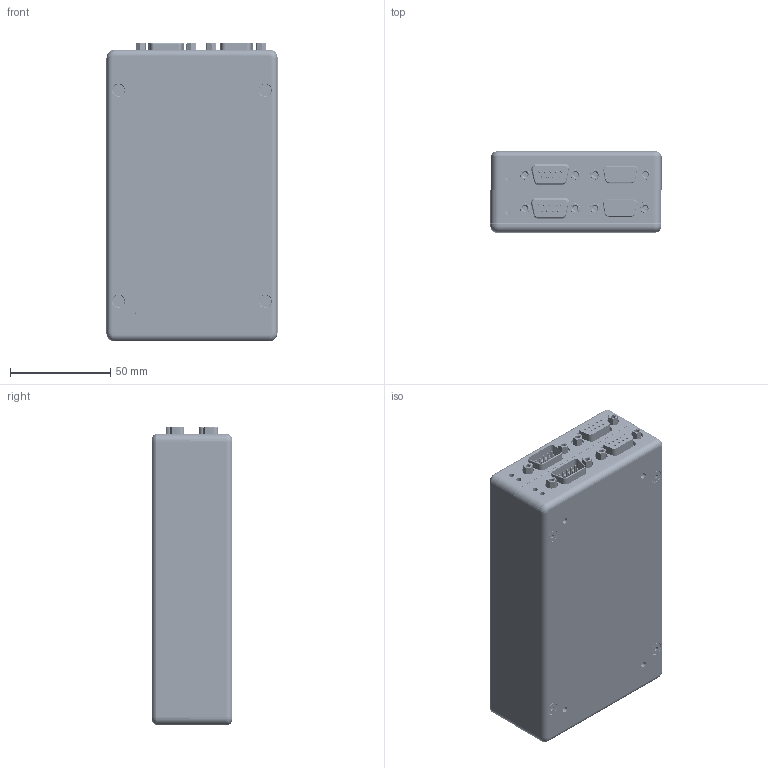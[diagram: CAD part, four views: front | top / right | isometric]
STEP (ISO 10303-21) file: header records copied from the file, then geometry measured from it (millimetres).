
FILE_DESCRIPTION (( 'STEP AP214' ), '1' );
FILE_NAME ('MMC-X00-02000.STEP', '2019-09-06T16:28:02', ( '' ), ( '' ), 'SwSTEP 2.0', 'SolidWorks 2018', '' );
FILE_SCHEMA (( 'AUTOMOTIVE_DESIGN' ));
Length unit declared in the file: millimetre
Products named in the file (18): 430221-B Module 2U Cover Male; CUI-PJ-002B-SMT_PJ-002B-SMT; MMC-100_Bottom Controller - Stack; 430222-A Module 2U Cover Female; RJ-11 955012641; 430220-C Module 2U, Housing Frame; 110006-109 Connector D-sub Male SC; CUI MD-80S_MD-80S; Samtec-TSM-125-01-L-DV; SCREW, SHCS-F, M-DIN_M3 x 0.5 x 08mm; 110007-A Connector D-sub Female SC; USB mini; Part1^MMC-100; MMC-X00-02000; MMC PCB; MMC-100_Top Controller - Stack; Samtec-SSW-125-22-F-D-VS; 130008 D-sub Standoff
Assembly tree (47 placements, depth 3):
  Part1^MMC-100
  MMC-X00-02000
    MMC-100_Bottom Controller - Stack
      430220-C Module 2U, Housing Frame
      430222-A Module 2U Cover Female
      SCREW, SHCS-F, M-DIN_M3 x 0.5 x 08mm  x8
      110006-109 Connector D-sub Male SC
      110007-A Connector D-sub Female SC
      130008 D-sub Standoff  x4
      MMC PCB
      CUI MD-80S_MD-80S
      CUI-PJ-002B-SMT_PJ-002B-SMT
      RJ-11 955012641
      Samtec-TSM-125-01-L-DV
      USB mini
    MMC-100_Top Controller - Stack
      430220-C Module 2U, Housing Frame
      430221-B Module 2U Cover Male
      SCREW, SHCS-F, M-DIN_M3 x 0.5 x 08mm  x8
      110006-109 Connector D-sub Male SC
      110007-A Connector D-sub Female SC
      130008 D-sub Standoff  x4
      MMC PCB
      CUI MD-80S_MD-80S
      CUI-PJ-002B-SMT_PJ-002B-SMT
      RJ-11 955012641
      Samtec-SSW-125-22-F-D-VS
      Samtec-TSM-125-01-L-DV
      USB mini
Bounding box: 85.15 x 40.2 x 148.65 mm (x, y, z)
Volume: 169616.3 mm3; surface area: 163531.4 mm2
Topology: 57 solids, 57 shells, 8831 faces, 22648 edges, 14496 vertices
Faces by surface type: plane 6711, cylinder 1478, bspline 314, cone 228, torus 96, sphere 4
Entity records: 181258 total; most frequent: CARTESIAN_POINT 35503, ORIENTED_EDGE 25704, DIRECTION 24045, EDGE_CURVE 12852, LINE 10763, VECTOR 10763, VERTEX_POINT 8217, AXIS2_PLACEMENT_3D 6641
